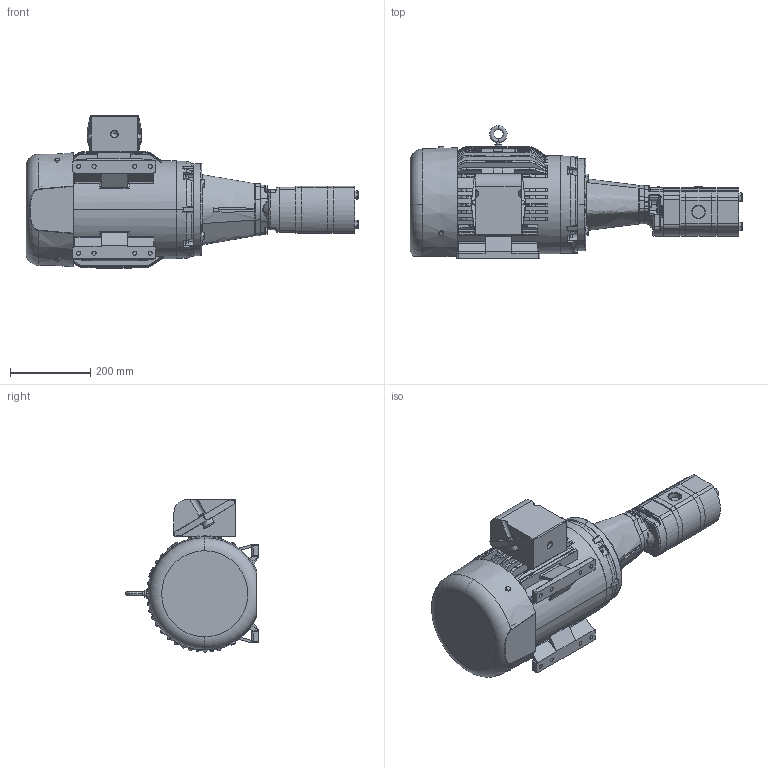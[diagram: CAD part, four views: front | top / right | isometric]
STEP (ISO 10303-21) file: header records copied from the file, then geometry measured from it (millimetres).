
FILE_DESCRIPTION (( 'STEP AP214' ), '1' );
FILE_NAME ('GPV-0712-03.STEP', '2020-02-19T19:14:36', ( '' ), ( '' ), 'SwSTEP 2.0', 'SolidWorks 2018', '' );
FILE_SCHEMA (( 'AUTOMOTIVE_DESIGN' ));
Length unit declared in the file: inch
Products named in the file (1): GPV-0712-03
Bounding box: 825.41 x 329.95 x 379.46 mm (x, y, z)
Volume: 28539320.5 mm3; surface area: 1183524 mm2
Topology: 1 solids, 1 shells, 1865 faces, 5171 edges, 3474 vertices
Faces by surface type: plane 669, cylinder 481, cone 358, bspline 198, torus 139, sphere 20
Entity records: 96941 total; most frequent: CARTESIAN_POINT 41214, ORIENTED_EDGE 10296, DIRECTION 7254, EDGE_CURVE 5148, VERTEX_POINT 3470, AXIS2_PLACEMENT_3D 2704, B_SPLINE_CURVE_WITH_KNOTS 2128, EDGE_LOOP 2080
